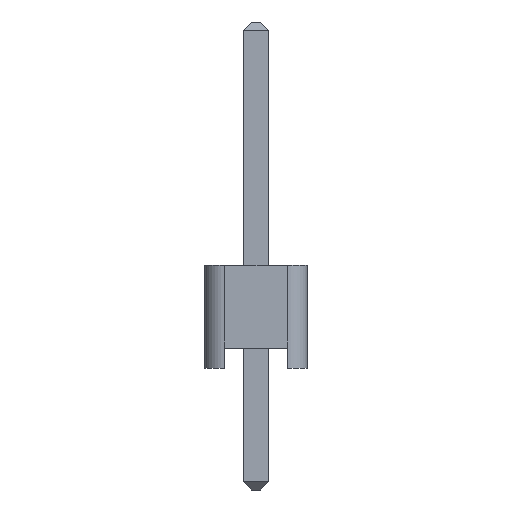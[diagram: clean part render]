
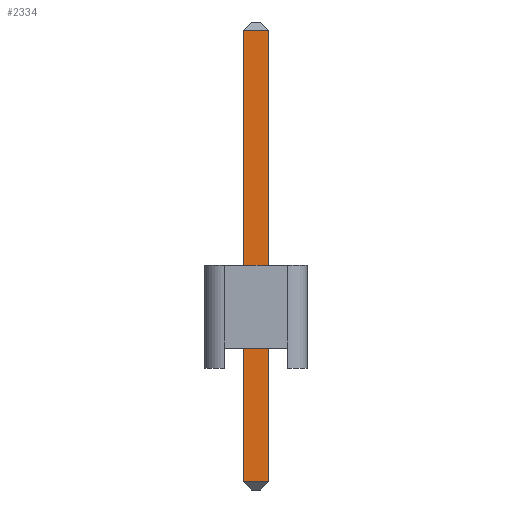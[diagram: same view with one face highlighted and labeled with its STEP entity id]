
A CAD part, left-side view. The second image highlights one B-rep face of the part: STEP entity #2334.
In plain terms, the highlighted planar face has unit normal (-1, 0, 0).
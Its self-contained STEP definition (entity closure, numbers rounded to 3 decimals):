
#2218 = EDGE_CURVE('',#2219,#2221,#2223,.T.);
#2219 = VERTEX_POINT('',#2220);
#2220 = CARTESIAN_POINT('',(-0.32,0.32,0.2));
#2221 = VERTEX_POINT('',#2222);
#2222 = CARTESIAN_POINT('',(-0.32,0.32,11.34));
#2223 = SURFACE_CURVE('',#2224,(#2228,#2240),.PCURVE_S1.);
#2224 = LINE('',#2225,#2226);
#2225 = CARTESIAN_POINT('',(-0.32,0.32,0.));
#2226 = VECTOR('',#2227,1.);
#2227 = DIRECTION('',(0.,0.,1.));
#2228 = PCURVE('',#2229,#2234);
#2229 = PLANE('',#2230);
#2230 = AXIS2_PLACEMENT_3D('',#2231,#2232,#2233);
#2231 = CARTESIAN_POINT('',(-0.32,0.32,0.));
#2232 = DIRECTION('',(0.,1.,0.));
#2233 = DIRECTION('',(1.,0.,0.));
#2234 = DEFINITIONAL_REPRESENTATION('',(#2235),#2239);
#2235 = LINE('',#2236,#2237);
#2236 = CARTESIAN_POINT('',(0.,0.));
#2237 = VECTOR('',#2238,1.);
#2238 = DIRECTION('',(0.,-1.));
#2239 = ( GEOMETRIC_REPRESENTATION_CONTEXT(2) 
PARAMETRIC_REPRESENTATION_CONTEXT() REPRESENTATION_CONTEXT('2D SPACE',''
  ) );
#2240 = PCURVE('',#2241,#2246);
#2241 = PLANE('',#2242);
#2242 = AXIS2_PLACEMENT_3D('',#2243,#2244,#2245);
#2243 = CARTESIAN_POINT('',(-0.32,-0.32,0.));
#2244 = DIRECTION('',(-1.,0.,0.));
#2245 = DIRECTION('',(0.,1.,0.));
#2246 = DEFINITIONAL_REPRESENTATION('',(#2247),#2251);
#2247 = LINE('',#2248,#2249);
#2248 = CARTESIAN_POINT('',(0.64,0.));
#2249 = VECTOR('',#2250,1.);
#2250 = DIRECTION('',(0.,-1.));
#2251 = ( GEOMETRIC_REPRESENTATION_CONTEXT(2) 
PARAMETRIC_REPRESENTATION_CONTEXT() REPRESENTATION_CONTEXT('2D SPACE',''
  ) );
#2334 = ADVANCED_FACE('',(#2335),#2241,.T.);
#2335 = FACE_BOUND('',#2336,.T.);
#2336 = EDGE_LOOP('',(#2337,#2367,#2393,#2394));
#2337 = ORIENTED_EDGE('',*,*,#2338,.T.);
#2338 = EDGE_CURVE('',#2339,#2341,#2343,.T.);
#2339 = VERTEX_POINT('',#2340);
#2340 = CARTESIAN_POINT('',(-0.32,-0.32,0.2));
#2341 = VERTEX_POINT('',#2342);
#2342 = CARTESIAN_POINT('',(-0.32,-0.32,11.34));
#2343 = SURFACE_CURVE('',#2344,(#2348,#2355),.PCURVE_S1.);
#2344 = LINE('',#2345,#2346);
#2345 = CARTESIAN_POINT('',(-0.32,-0.32,0.));
#2346 = VECTOR('',#2347,1.);
#2347 = DIRECTION('',(0.,0.,1.));
#2348 = PCURVE('',#2241,#2349);
#2349 = DEFINITIONAL_REPRESENTATION('',(#2350),#2354);
#2350 = LINE('',#2351,#2352);
#2351 = CARTESIAN_POINT('',(0.,0.));
#2352 = VECTOR('',#2353,1.);
#2353 = DIRECTION('',(0.,-1.));
#2354 = ( GEOMETRIC_REPRESENTATION_CONTEXT(2) 
PARAMETRIC_REPRESENTATION_CONTEXT() REPRESENTATION_CONTEXT('2D SPACE',''
  ) );
#2355 = PCURVE('',#2356,#2361);
#2356 = PLANE('',#2357);
#2357 = AXIS2_PLACEMENT_3D('',#2358,#2359,#2360);
#2358 = CARTESIAN_POINT('',(0.32,-0.32,0.));
#2359 = DIRECTION('',(0.,-1.,0.));
#2360 = DIRECTION('',(-1.,0.,0.));
#2361 = DEFINITIONAL_REPRESENTATION('',(#2362),#2366);
#2362 = LINE('',#2363,#2364);
#2363 = CARTESIAN_POINT('',(0.64,0.));
#2364 = VECTOR('',#2365,1.);
#2365 = DIRECTION('',(0.,-1.));
#2366 = ( GEOMETRIC_REPRESENTATION_CONTEXT(2) 
PARAMETRIC_REPRESENTATION_CONTEXT() REPRESENTATION_CONTEXT('2D SPACE',''
  ) );
#2367 = ORIENTED_EDGE('',*,*,#2368,.T.);
#2368 = EDGE_CURVE('',#2341,#2221,#2369,.T.);
#2369 = SURFACE_CURVE('',#2370,(#2374,#2381),.PCURVE_S1.);
#2370 = LINE('',#2371,#2372);
#2371 = CARTESIAN_POINT('',(-0.32,-0.32,11.34));
#2372 = VECTOR('',#2373,1.);
#2373 = DIRECTION('',(0.,1.,0.));
#2374 = PCURVE('',#2241,#2375);
#2375 = DEFINITIONAL_REPRESENTATION('',(#2376),#2380);
#2376 = LINE('',#2377,#2378);
#2377 = CARTESIAN_POINT('',(0.,-11.34));
#2378 = VECTOR('',#2379,1.);
#2379 = DIRECTION('',(1.,0.));
#2380 = ( GEOMETRIC_REPRESENTATION_CONTEXT(2) 
PARAMETRIC_REPRESENTATION_CONTEXT() REPRESENTATION_CONTEXT('2D SPACE',''
  ) );
#2381 = PCURVE('',#2382,#2387);
#2382 = PLANE('',#2383);
#2383 = AXIS2_PLACEMENT_3D('',#2384,#2385,#2386);
#2384 = CARTESIAN_POINT('',(-0.22,-0.32,11.44));
#2385 = DIRECTION('',(0.707,0.,-0.707
    ));
#2386 = DIRECTION('',(0.,1.,0.));
#2387 = DEFINITIONAL_REPRESENTATION('',(#2388),#2392);
#2388 = LINE('',#2389,#2390);
#2389 = CARTESIAN_POINT('',(0.,-0.141));
#2390 = VECTOR('',#2391,1.);
#2391 = DIRECTION('',(1.,0.));
#2392 = ( GEOMETRIC_REPRESENTATION_CONTEXT(2) 
PARAMETRIC_REPRESENTATION_CONTEXT() REPRESENTATION_CONTEXT('2D SPACE',''
  ) );
#2393 = ORIENTED_EDGE('',*,*,#2218,.F.);
#2394 = ORIENTED_EDGE('',*,*,#2395,.F.);
#2395 = EDGE_CURVE('',#2339,#2219,#2396,.T.);
#2396 = SURFACE_CURVE('',#2397,(#2401,#2408),.PCURVE_S1.);
#2397 = LINE('',#2398,#2399);
#2398 = CARTESIAN_POINT('',(-0.32,-0.32,0.2));
#2399 = VECTOR('',#2400,1.);
#2400 = DIRECTION('',(0.,1.,0.));
#2401 = PCURVE('',#2241,#2402);
#2402 = DEFINITIONAL_REPRESENTATION('',(#2403),#2407);
#2403 = LINE('',#2404,#2405);
#2404 = CARTESIAN_POINT('',(0.,-0.2));
#2405 = VECTOR('',#2406,1.);
#2406 = DIRECTION('',(1.,0.));
#2407 = ( GEOMETRIC_REPRESENTATION_CONTEXT(2) 
PARAMETRIC_REPRESENTATION_CONTEXT() REPRESENTATION_CONTEXT('2D SPACE',''
  ) );
#2408 = PCURVE('',#2409,#2414);
#2409 = PLANE('',#2410);
#2410 = AXIS2_PLACEMENT_3D('',#2411,#2412,#2413);
#2411 = CARTESIAN_POINT('',(-0.22,-0.32,0.1));
#2412 = DIRECTION('',(-0.707,0.,-0.707));
#2413 = DIRECTION('',(0.,1.,0.));
#2414 = DEFINITIONAL_REPRESENTATION('',(#2415),#2419);
#2415 = LINE('',#2416,#2417);
#2416 = CARTESIAN_POINT('',(0.,-0.141));
#2417 = VECTOR('',#2418,1.);
#2418 = DIRECTION('',(1.,0.));
#2419 = ( GEOMETRIC_REPRESENTATION_CONTEXT(2) 
PARAMETRIC_REPRESENTATION_CONTEXT() REPRESENTATION_CONTEXT('2D SPACE',''
  ) );
